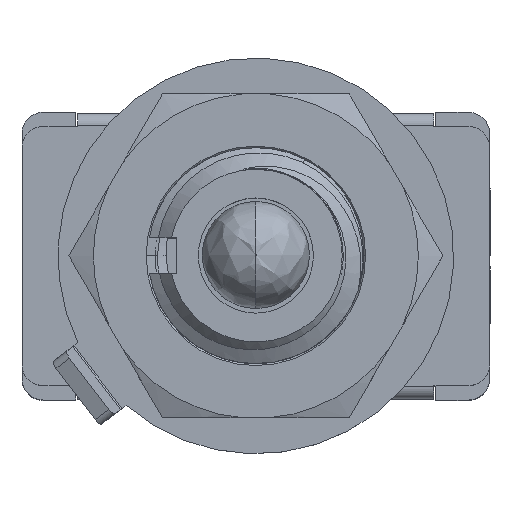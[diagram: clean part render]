
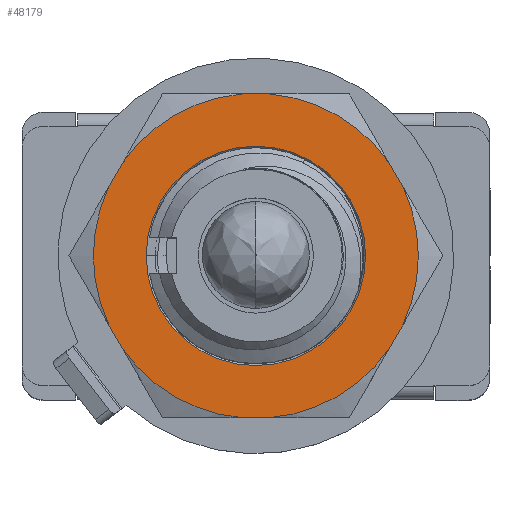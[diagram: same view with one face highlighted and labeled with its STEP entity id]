
A CAD part, top view. The second image highlights one B-rep face of the part: STEP entity #48179.
In plain terms, the highlighted planar face has unit normal (0, 0, 1).
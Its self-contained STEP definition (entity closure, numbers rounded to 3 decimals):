
#47338=CARTESIAN_POINT('',(0.,0.,0.6));
#47339=DIRECTION('',(0.,0.,-1.));
#47340=DIRECTION('',(1.,0.,0.));
#47341=AXIS2_PLACEMENT_3D('',#47338,#47339,#47340);
#47343=CARTESIAN_POINT('',(0.,0.,0.6));
#47344=DIRECTION('',(0.,0.,-1.));
#47345=DIRECTION('',(-1.,0.,0.));
#47346=AXIS2_PLACEMENT_3D('',#47343,#47344,#47345);
#47348=DIRECTION('',(-0.5,-0.866,0.));
#47349=VECTOR('',#47348,0.758);
#47350=CARTESIAN_POINT('',(-3.707,2.578,0.6));
#47351=LINE('',#47350,#47349);
#47352=CARTESIAN_POINT('',(0.,0.,0.6));
#47353=DIRECTION('',(0.,0.,1.));
#47354=DIRECTION('',(-0.084,0.996,0.));
#47355=AXIS2_PLACEMENT_3D('',#47352,#47353,#47354);
#47357=DIRECTION('',(-1.,0.,0.));
#47358=VECTOR('',#47357,0.758);
#47359=CARTESIAN_POINT('',(0.379,4.5,0.6));
#47360=LINE('',#47359,#47358);
#47361=CARTESIAN_POINT('',(0.,0.,0.6));
#47362=DIRECTION('',(0.,0.,1.));
#47363=DIRECTION('',(0.821,0.571,0.));
#47364=AXIS2_PLACEMENT_3D('',#47361,#47362,#47363);
#47366=DIRECTION('',(-0.5,0.866,0.));
#47367=VECTOR('',#47366,0.758);
#47368=CARTESIAN_POINT('',(4.087,1.922,0.6));
#47369=LINE('',#47368,#47367);
#47370=DIRECTION('',(0.5,0.866,0.));
#47371=VECTOR('',#47370,0.758);
#47372=CARTESIAN_POINT('',(3.707,-2.578,0.6));
#47373=LINE('',#47372,#47371);
#47374=CARTESIAN_POINT('',(0.,0.,0.6));
#47375=DIRECTION('',(0.,0.,1.));
#47376=DIRECTION('',(0.084,-0.996,0.));
#47377=AXIS2_PLACEMENT_3D('',#47374,#47375,#47376);
#47379=DIRECTION('',(1.,0.,0.));
#47380=VECTOR('',#47379,0.758);
#47381=CARTESIAN_POINT('',(-0.379,-4.5,0.6));
#47382=LINE('',#47381,#47380);
#47383=CARTESIAN_POINT('',(0.,0.,0.6));
#47384=DIRECTION('',(0.,0.,1.));
#47385=DIRECTION('',(-0.821,-0.571,0.));
#47386=AXIS2_PLACEMENT_3D('',#47383,#47384,#47385);
#47388=DIRECTION('',(0.5,-0.866,0.));
#47389=VECTOR('',#47388,0.758);
#47390=CARTESIAN_POINT('',(-4.087,-1.922,0.6));
#47391=LINE('',#47390,#47389);
#47392=CARTESIAN_POINT('',(0.,0.,0.6));
#47393=DIRECTION('',(0.,0.,1.));
#47394=DIRECTION('',(-0.905,0.426,0.));
#47395=AXIS2_PLACEMENT_3D('',#47392,#47393,#47394);
#47397=CARTESIAN_POINT('',(0.,0.,0.6));
#47398=DIRECTION('',(0.,0.,1.));
#47399=DIRECTION('',(0.905,-0.426,0.));
#47400=AXIS2_PLACEMENT_3D('',#47397,#47398,#47399);
#47410=CARTESIAN_POINT('',(-4.087,1.922,0.6));
#47444=CARTESIAN_POINT('',(-4.087,-1.922,0.6));
#47518=CARTESIAN_POINT('',(4.087,-1.922,0.6));
#47552=CARTESIAN_POINT('',(4.087,1.922,0.6));
#47628=CARTESIAN_POINT('',(3.05,0.,0.6));
#47629=CARTESIAN_POINT('',(-3.05,0.,0.6));
#47630=VERTEX_POINT('',#47628);
#47631=VERTEX_POINT('',#47629);
#47666=CARTESIAN_POINT('',(-3.707,-2.578,0.6));
#47667=CARTESIAN_POINT('',(-0.379,-4.5,0.6));
#47668=VERTEX_POINT('',#47666);
#47669=VERTEX_POINT('',#47667);
#47670=CARTESIAN_POINT('',(0.379,-4.5,0.6));
#47671=CARTESIAN_POINT('',(3.707,-2.578,0.6));
#47672=VERTEX_POINT('',#47670);
#47673=VERTEX_POINT('',#47671);
#47674=CARTESIAN_POINT('',(3.707,2.578,0.6));
#47675=CARTESIAN_POINT('',(0.379,4.5,0.6));
#47676=VERTEX_POINT('',#47674);
#47677=VERTEX_POINT('',#47675);
#47678=CARTESIAN_POINT('',(-0.379,4.5,0.6));
#47679=CARTESIAN_POINT('',(-3.707,2.578,0.6));
#47680=VERTEX_POINT('',#47678);
#47681=VERTEX_POINT('',#47679);
#47684=VERTEX_POINT('',#47518);
#47686=VERTEX_POINT('',#47552);
#47689=VERTEX_POINT('',#47410);
#47691=VERTEX_POINT('',#47444);
#48144=CARTESIAN_POINT('',(0.,0.,0.6));
#48145=DIRECTION('',(0.,0.,1.));
#48146=DIRECTION('',(1.,0.,0.));
#48147=AXIS2_PLACEMENT_3D('',#48144,#48145,#48146);
#48148=PLANE('',#48147);
#48150=ORIENTED_EDGE('',*,*,#48149,.F.);
#48152=ORIENTED_EDGE('',*,*,#48151,.F.);
#48154=ORIENTED_EDGE('',*,*,#48153,.F.);
#48156=ORIENTED_EDGE('',*,*,#48155,.F.);
#48158=ORIENTED_EDGE('',*,*,#48157,.F.);
#48160=ORIENTED_EDGE('',*,*,#48159,.F.);
#48162=ORIENTED_EDGE('',*,*,#48161,.F.);
#48164=ORIENTED_EDGE('',*,*,#48163,.F.);
#48166=ORIENTED_EDGE('',*,*,#48165,.F.);
#48168=ORIENTED_EDGE('',*,*,#48167,.F.);
#48170=ORIENTED_EDGE('',*,*,#48169,.F.);
#48172=ORIENTED_EDGE('',*,*,#48171,.F.);
#48173=EDGE_LOOP('',(#48150,#48152,#48154,#48156,#48158,#48160,#48162,#48164,
#48166,#48168,#48170,#48172));
#48174=FACE_OUTER_BOUND('',#48173,.F.);
#48175=ORIENTED_EDGE('',*,*,#47900,.F.);
#48176=ORIENTED_EDGE('',*,*,#48131,.F.);
#48177=EDGE_LOOP('',(#48175,#48176));
#48178=FACE_BOUND('',#48177,.F.);
#47342=CIRCLE('',#47341,3.05);
#47347=CIRCLE('',#47346,3.05);
#47356=CIRCLE('',#47355,4.516);
#47365=CIRCLE('',#47364,4.516);
#47378=CIRCLE('',#47377,4.516);
#47387=CIRCLE('',#47386,4.516);
#47396=CIRCLE('',#47395,4.516);
#47401=CIRCLE('',#47400,4.516);
#47900=EDGE_CURVE('',#47630,#47631,#47342,.T.);
#48131=EDGE_CURVE('',#47631,#47630,#47347,.T.);
#48149=EDGE_CURVE('',#47689,#47691,#47396,.T.);
#48151=EDGE_CURVE('',#47681,#47689,#47351,.T.);
#48153=EDGE_CURVE('',#47680,#47681,#47356,.T.);
#48155=EDGE_CURVE('',#47677,#47680,#47360,.T.);
#48157=EDGE_CURVE('',#47676,#47677,#47365,.T.);
#48159=EDGE_CURVE('',#47686,#47676,#47369,.T.);
#48161=EDGE_CURVE('',#47684,#47686,#47401,.T.);
#48163=EDGE_CURVE('',#47673,#47684,#47373,.T.);
#48165=EDGE_CURVE('',#47672,#47673,#47378,.T.);
#48167=EDGE_CURVE('',#47669,#47672,#47382,.T.);
#48169=EDGE_CURVE('',#47668,#47669,#47387,.T.);
#48171=EDGE_CURVE('',#47691,#47668,#47391,.T.);
#48179=ADVANCED_FACE('',(#48174,#48178),#48148,.T.);
